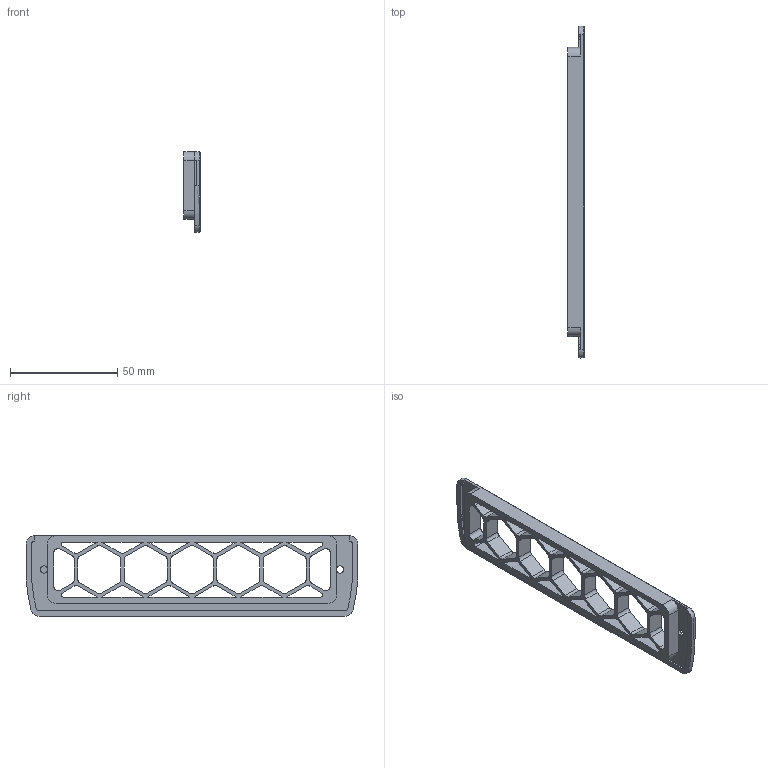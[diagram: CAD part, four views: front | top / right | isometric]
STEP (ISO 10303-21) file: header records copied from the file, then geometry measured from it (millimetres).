
FILE_DESCRIPTION(/* description */ (''),/* implementation_level */ '2;1');
FILE_NAME(/* name */ 'exhaust_grill.step',/* time_stamp */ '2022-09-24T13:33:57-07:00',/* author */ (''),/* organization */ (''),/* preprocessor_version */ 'ST-DEVELOPER v19',/* originating_system */ 'Autodesk Translation Framework v11.7.0.108',/* authorisation */ '');
FILE_SCHEMA (('AUTOMOTIVE_DESIGN { 1 0 10303 214 3 1 1 }'));
Length unit declared in the file: millimetre
Products named in the file (1): grill
Bounding box: 7.6 x 154.8 x 37.6 mm (x, y, z)
Volume: 14735.3 mm3; surface area: 16073.8 mm2
Topology: 1 solids, 1 shells, 176 faces, 515 edges, 337 vertices
Faces by surface type: plane 96, cylinder 72, cone 8
Full cylindrical faces by diameter (mm): 3.4 x2
Entity records: 5936 total; most frequent: CARTESIAN_POINT 1023, ORIENTED_EDGE 1022, DIRECTION 1018, EDGE_CURVE 511, LINE 358, VECTOR 358, VERTEX_POINT 335, AXIS2_PLACEMENT_3D 330
